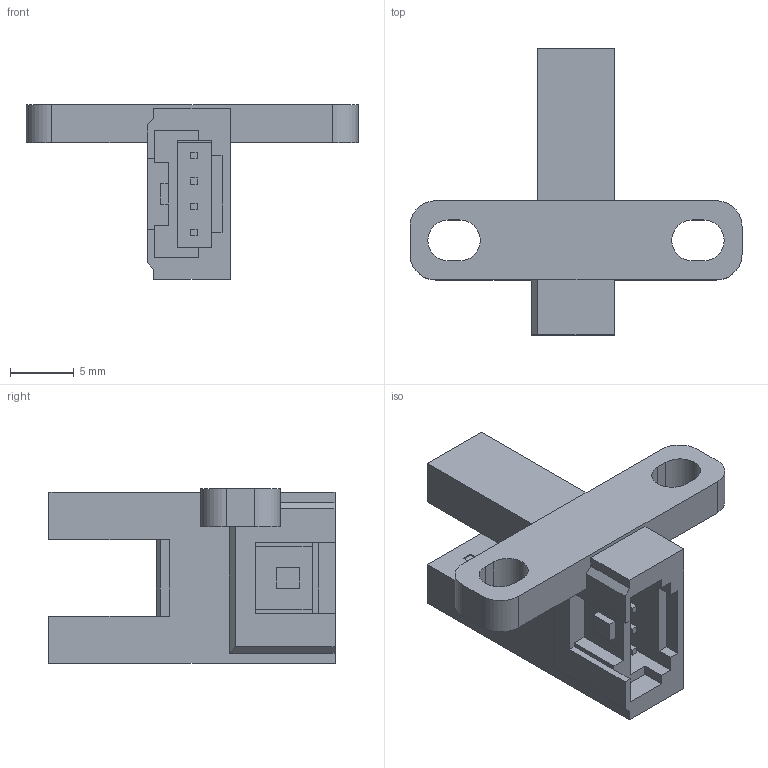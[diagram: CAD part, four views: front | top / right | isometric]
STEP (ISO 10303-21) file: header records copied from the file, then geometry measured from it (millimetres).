
FILE_DESCRIPTION (( 'STEP AP203' ), '1' );
FILE_NAME ('pm-t65.STEP', '2015-08-07T08:17:07', ( '' ), ( '' ), 'SwSTEP 2.0', 'SolidWorks 2010', '' );
FILE_SCHEMA (( 'CONFIG_CONTROL_DESIGN' ));
Length unit declared in the file: millimetre
Products named in the file (1): pm-t65
Bounding box: 26 x 22.4 x 13.7 mm (x, y, z)
Volume: 1629.5 mm3; surface area: 1592.9 mm2
Topology: 1 solids, 1 shells, 120 faces, 325 edges, 216 vertices
Faces by surface type: plane 110, cylinder 10
Entity records: 3798 total; most frequent: CARTESIAN_POINT 662, ORIENTED_EDGE 650, DIRECTION 587, EDGE_CURVE 325, LINE 305, VECTOR 305, VERTEX_POINT 216, AXIS2_PLACEMENT_3D 141
